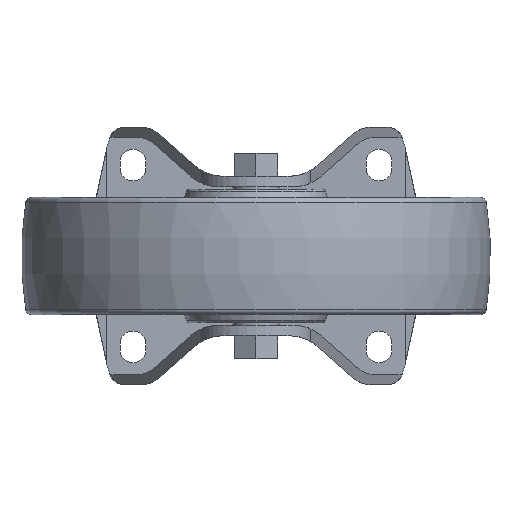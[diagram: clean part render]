
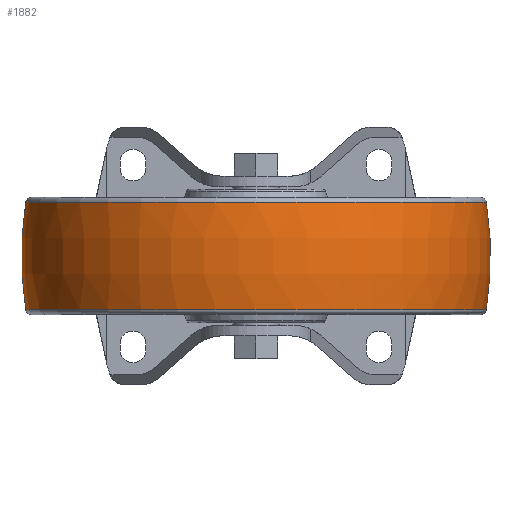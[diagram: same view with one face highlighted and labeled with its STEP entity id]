
A CAD part, front view. The second image highlights one B-rep face of the part: STEP entity #1882.
In plain terms, the highlighted toroidal (fillet/blend) face has major radius 50 mm and minor radius 150 mm.
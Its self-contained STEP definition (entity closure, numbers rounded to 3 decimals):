
#20=DEGENERATE_TOROIDAL_SURFACE('',#2089,50.,150.,
 .F.);
#939=ORIENTED_EDGE('',*,*,#1211,.T.);
#940=ORIENTED_EDGE('',*,*,#1212,.F.);
#1211=EDGE_CURVE('',#1393,#1393,#1467,.T.);
#1212=EDGE_CURVE('',#1394,#1394,#1468,.T.);
#1393=VERTEX_POINT('',#3233);
#1394=VERTEX_POINT('',#3236);
#1467=CIRCLE('',#2088,98.245);
#1468=CIRCLE('',#2090,98.245);
#1595=EDGE_LOOP('',(#939));
#1596=EDGE_LOOP('',(#940));
#1733=FACE_BOUND('',#1595,.T.);
#1734=FACE_BOUND('',#1596,.T.);
#1882=ADVANCED_FACE('',(#1733,#1734),#20,.F.);
#2088=AXIS2_PLACEMENT_3D('',#3232,#2632,#2633);
#2089=AXIS2_PLACEMENT_3D('',#3234,#2634,#2635);
#2090=AXIS2_PLACEMENT_3D('',#3235,#2636,#2637);
#2632=DIRECTION('',(0.,0.,-1.));
#2633=DIRECTION('',(-1.,0.,0.));
#2634=DIRECTION('',(0.,0.,-1.));
#2635=DIRECTION('',(-1.,0.,0.));
#2636=DIRECTION('',(0.,0.,-1.));
#2637=DIRECTION('',(-1.,0.,0.));
#3232=CARTESIAN_POINT('',(0.,0.,22.881));
#3233=CARTESIAN_POINT('',(-98.245,0.,22.881));
#3234=CARTESIAN_POINT('',(0.,0.,0.));
#3235=CARTESIAN_POINT('',(0.,0.,-22.881));
#3236=CARTESIAN_POINT('',(-98.245,0.,-22.881));
